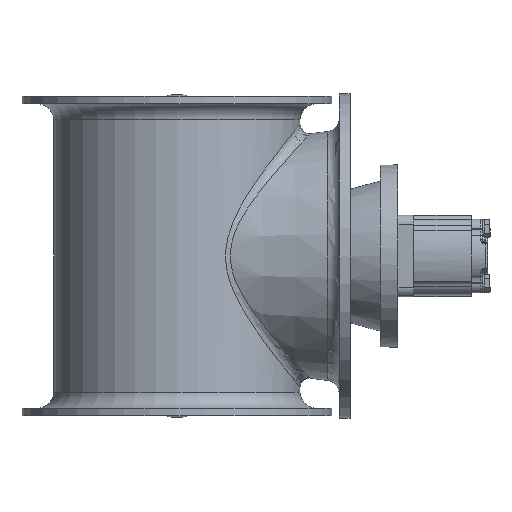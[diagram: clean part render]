
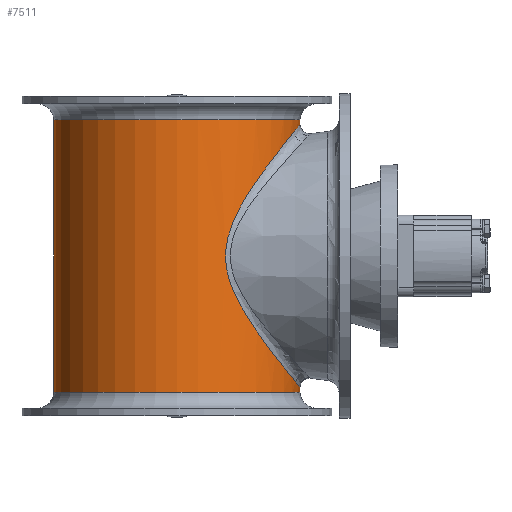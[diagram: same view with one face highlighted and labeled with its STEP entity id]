
A CAD part, left-side view. The second image highlights one B-rep face of the part: STEP entity #7511.
In plain terms, the highlighted cylindrical face has radius 135 mm (diameter 270 mm), a full revolution.
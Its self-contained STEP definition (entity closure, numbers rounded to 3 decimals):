
#91=FACE_BOUND('',#1063,.T.);
#92=FACE_BOUND('',#1064,.T.);
#561=FACE_OUTER_BOUND('',#1062,.T.);
#1062=EDGE_LOOP('',(#4857));
#1063=EDGE_LOOP('',(#4858));
#1064=EDGE_LOOP('',(#4859));
#2317=CIRCLE('',#8031,135.);
#2318=CIRCLE('',#8032,135.);
#2804=B_SPLINE_CURVE_WITH_KNOTS('',3,(#15782,#15783,#15784,#15785,#15786,
#15787,#15788,#15789,#15790,#15791,#15792,#15793,#15794,#15795,#15796,#15797,
#15798,#15799,#15800,#15801,#15802,#15803,#15804,#15805,#15806,#15807,#15808,
#15809,#15810,#15811,#15812,#15813,#15814,#15815,#15816,#15817,#15818,#15819,
#15820,#15821,#15822,#15823,#15824,#15825,#15826,#15827,#15828,#15829,#15830,
#15831,#15832,#15833,#15834,#15835,#15836,#15837,#15838,#15839,#15840,#15841),
 .UNSPECIFIED.,.T.,.F.,(4,1,1,1,1,1,1,1,1,1,1,1,1,1,1,1,1,1,1,1,1,1,1,1,
1,1,1,1,1,1,1,1,1,1,1,1,1,1,1,1,1,1,1,1,1,1,1,1,1,1,1,1,1,1,1,1,1,4),(-85.813,
-84.664,-84.281,-82.748,-81.216,
-79.683,-78.534,-78.151,-77.193,
-76.619,-73.554,-72.022,-71.83,
-70.872,-70.489,-68.957,-68.382,
-67.424,-66.658,-64.36,-62.444,-61.295,
-59.252,-57.209,-55.165,-53.122,
-51.079,-50.058,-49.036,-46.993,
-44.95,-42.906,-40.863,-39.842,
-38.82,-36.777,-35.755,-34.734,
-32.691,-30.647,-29.626,-28.604,
-26.561,-24.518,-22.475,-20.432,
-18.388,-16.345,-15.324,-14.302,
-12.259,-10.727,-9.194,-6.129,
-4.597,-3.065,-1.532,0.),
 .UNSPECIFIED.);
#2992=VERTEX_POINT('',#15719);
#2995=VERTEX_POINT('',#15846);
#2996=VERTEX_POINT('',#15848);
#3686=EDGE_CURVE('',#2992,#2992,#2804,.T.);
#3688=EDGE_CURVE('',#2995,#2995,#2317,.T.);
#3689=EDGE_CURVE('',#2996,#2996,#2318,.T.);
#4857=ORIENTED_EDGE('',*,*,#3688,.T.);
#4858=ORIENTED_EDGE('',*,*,#3689,.F.);
#4859=ORIENTED_EDGE('',*,*,#3686,.F.);
#6842=CYLINDRICAL_SURFACE('',#8030,135.);
#7511=ADVANCED_FACE('',(#561,#91,#92),#6842,.T.);
#8030=AXIS2_PLACEMENT_3D('',#15845,#9065,#9066);
#8031=AXIS2_PLACEMENT_3D('',#15847,#9067,#9068);
#8032=AXIS2_PLACEMENT_3D('',#15849,#9069,#9070);
#9065=DIRECTION('center_axis',(0.,0.,
1.));
#9066=DIRECTION('ref_axis',(-1.,0.,0.));
#9067=DIRECTION('center_axis',(0.,0.,
1.));
#9068=DIRECTION('ref_axis',(-1.,0.,0.));
#9069=DIRECTION('center_axis',(0.,0.,
1.));
#9070=DIRECTION('ref_axis',(-1.,0.,0.));
#15719=CARTESIAN_POINT('',(386.926,160.76,57.));
#15782=CARTESIAN_POINT('Ctrl Pts',(386.926,160.762,57.));
#15783=CARTESIAN_POINT('Ctrl Pts',(386.926,160.76,61.251));
#15784=CARTESIAN_POINT('Ctrl Pts',(386.727,160.294,66.925));
#15785=CARTESIAN_POINT('Ctrl Pts',(385.83,158.266,78.013));
#15786=CARTESIAN_POINT('Ctrl Pts',(384.124,154.546,90.131));
#15787=CARTESIAN_POINT('Ctrl Pts',(380.583,147.756,105.048));
#15788=CARTESIAN_POINT('Ctrl Pts',(376.232,140.567,117.896));
#15789=CARTESIAN_POINT('Ctrl Pts',(372.377,135.036,126.739));
#15790=CARTESIAN_POINT('Ctrl Pts',(368.929,130.484,133.695));
#15791=CARTESIAN_POINT('Ctrl Pts',(366.071,126.969,138.878));
#15792=CARTESIAN_POINT('Ctrl Pts',(358.642,118.555,150.883));
#15793=CARTESIAN_POINT('Ctrl Pts',(348.571,109.146,163.449));
#15794=CARTESIAN_POINT('Ctrl Pts',(337.332,101.375,173.426));
#15795=CARTESIAN_POINT('Ctrl Pts',(330.606,97.268,178.639));
#15796=CARTESIAN_POINT('Ctrl Pts',(326.586,95.016,181.476));
#15797=CARTESIAN_POINT('Ctrl Pts',(318.699,91.059,186.425));
#15798=CARTESIAN_POINT('Ctrl Pts',(311.455,87.996,190.218));
#15799=CARTESIAN_POINT('Ctrl Pts',(302.046,84.835,194.107));
#15800=CARTESIAN_POINT('Ctrl Pts',(294.679,82.811,196.586));
#15801=CARTESIAN_POINT('Ctrl Pts',(281.422,80.059,199.943));
#15802=CARTESIAN_POINT('Ctrl Pts',(264.263,78.527,201.8));
#15803=CARTESIAN_POINT('Ctrl Pts',(245.788,79.892,200.145));
#15804=CARTESIAN_POINT('Ctrl Pts',(228.807,83.16,196.163));
#15805=CARTESIAN_POINT('Ctrl Pts',(212.489,88.374,189.77));
#15806=CARTESIAN_POINT('Ctrl Pts',(195.332,96.77,179.31));
#15807=CARTESIAN_POINT('Ctrl Pts',(180.701,106.592,166.768));
#15808=CARTESIAN_POINT('Ctrl Pts',(168.179,117.489,152.321));
#15809=CARTESIAN_POINT('Ctrl Pts',(159.634,126.953,139.02));
#15810=CARTESIAN_POINT('Ctrl Pts',(153.893,134.396,127.775));
#15811=CARTESIAN_POINT('Ctrl Pts',(148.812,141.743,115.969));
#15812=CARTESIAN_POINT('Ctrl Pts',(143.775,150.322,100.291));
#15813=CARTESIAN_POINT('Ctrl Pts',(139.858,158.483,79.65));
#15814=CARTESIAN_POINT('Ctrl Pts',(138.43,161.908,56.998));
#15815=CARTESIAN_POINT('Ctrl Pts',(139.619,159.058,38.113));
#15816=CARTESIAN_POINT('Ctrl Pts',(141.824,154.379,24.007));
#15817=CARTESIAN_POINT('Ctrl Pts',(144.783,148.615,10.553));
#15818=CARTESIAN_POINT('Ctrl Pts',(148.845,141.678,-2.064));
#15819=CARTESIAN_POINT('Ctrl Pts',(153.954,134.317,-13.904));
#15820=CARTESIAN_POINT('Ctrl Pts',(159.707,126.862,-25.148));
#15821=CARTESIAN_POINT('Ctrl Pts',(168.252,117.427,-38.406));
#15822=CARTESIAN_POINT('Ctrl Pts',(178.653,108.373,-50.406));
#15823=CARTESIAN_POINT('Ctrl Pts',(188.037,101.668,-59.055));
#15824=CARTESIAN_POINT('Ctrl Pts',(198.268,95.329,-67.106));
#15825=CARTESIAN_POINT('Ctrl Pts',(212.445,88.398,-75.74));
#15826=CARTESIAN_POINT('Ctrl Pts',(231.56,82.273,-83.249));
#15827=CARTESIAN_POINT('Ctrl Pts',(252.251,78.978,-87.254));
#15828=CARTESIAN_POINT('Ctrl Pts',(273.535,78.98,-87.251));
#15829=CARTESIAN_POINT('Ctrl Pts',(294.197,82.25,-83.277));
#15830=CARTESIAN_POINT('Ctrl Pts',(310.243,87.387,-76.98));
#15831=CARTESIAN_POINT('Ctrl Pts',(322.028,92.622,-70.478));
#15832=CARTESIAN_POINT('Ctrl Pts',(332.926,98.405,-63.223));
#15833=CARTESIAN_POINT('Ctrl Pts',(344.004,105.829,-53.738));
#15834=CARTESIAN_POINT('Ctrl Pts',(354.607,114.788,-41.915));
#15835=CARTESIAN_POINT('Ctrl Pts',(365.613,125.897,-26.639));
#15836=CARTESIAN_POINT('Ctrl Pts',(374.296,137.351,-9.62));
#15837=CARTESIAN_POINT('Ctrl Pts',(380.583,147.763,8.953));
#15838=CARTESIAN_POINT('Ctrl Pts',(384.135,154.565,23.932));
#15839=CARTESIAN_POINT('Ctrl Pts',(386.393,159.5,39.989));
#15840=CARTESIAN_POINT('Ctrl Pts',(386.927,160.764,51.332));
#15841=CARTESIAN_POINT('Ctrl Pts',(386.926,160.762,57.));
#15845=CARTESIAN_POINT('Origin',(262.917,214.115,131.819));
#15846=CARTESIAN_POINT('',(127.917,214.115,-92.638));
#15847=CARTESIAN_POINT('Origin',(262.917,214.115,-92.638));
#15848=CARTESIAN_POINT('',(127.917,214.115,206.638));
#15849=CARTESIAN_POINT('Origin',(262.917,214.115,206.638));
